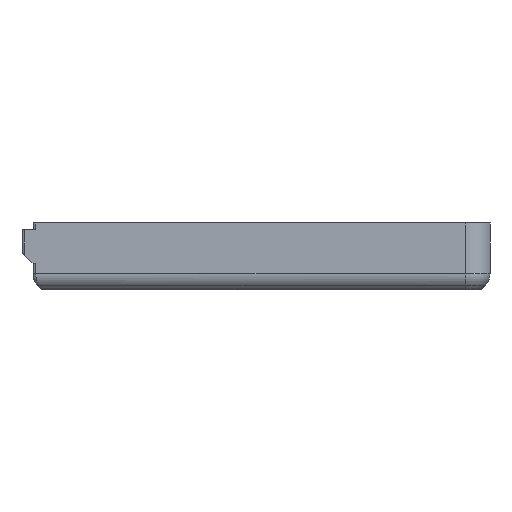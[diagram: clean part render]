
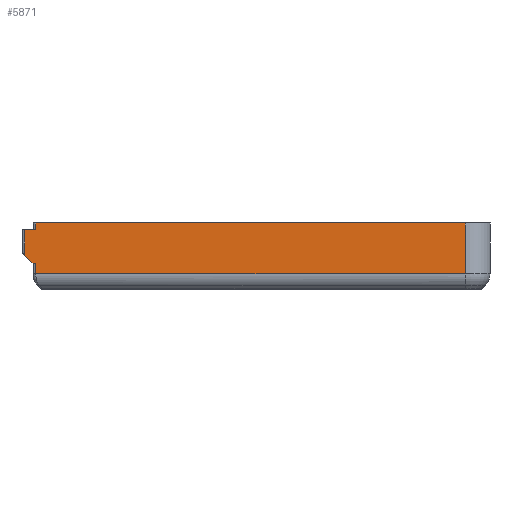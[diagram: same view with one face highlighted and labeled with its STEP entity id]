
A CAD part, left-side view. The second image highlights one B-rep face of the part: STEP entity #5871.
In plain terms, the highlighted planar face has unit normal (-1, 0, 0).
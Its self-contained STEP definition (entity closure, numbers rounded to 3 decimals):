
#188 = LINE ( 'NONE', #1570, #5403 ) ;
#246 = EDGE_LOOP ( 'NONE', ( #1262, #3241, #5459, #766, #1000, #6022, #4772, #733, #479 ) ) ;
#277 = LINE ( 'NONE', #5533, #1007 ) ;
#349 = VECTOR ( 'NONE', #5702, 1000. ) ;
#422 = DIRECTION ( 'NONE',  ( 0., 0., -1. ) ) ;
#466 = VECTOR ( 'NONE', #2415, 1000. ) ;
#479 = ORIENTED_EDGE ( 'NONE', *, *, #3037, .T. ) ;
#612 = VERTEX_POINT ( 'NONE', #5413 ) ;
#723 = EDGE_CURVE ( 'NONE', #5861, #5009, #4649, .T. ) ;
#733 = ORIENTED_EDGE ( 'NONE', *, *, #4579, .F. ) ;
#766 = ORIENTED_EDGE ( 'NONE', *, *, #2168, .T. ) ;
#771 = CARTESIAN_POINT ( 'NONE',  ( -83., 41., 2.743 ) ) ;
#793 = CARTESIAN_POINT ( 'NONE',  ( -83., -37., 2.743 ) ) ;
#813 = LINE ( 'NONE', #4606, #4319 ) ;
#876 = LINE ( 'NONE', #2739, #1232 ) ;
#909 = AXIS2_PLACEMENT_3D ( 'NONE', #2491, #1119, #5278 ) ;
#961 = CARTESIAN_POINT ( 'NONE',  ( -83., -37., 12. ) ) ;
#1000 = ORIENTED_EDGE ( 'NONE', *, *, #1799, .T. ) ;
#1007 = VECTOR ( 'NONE', #4158, 1000. ) ;
#1119 = DIRECTION ( 'NONE',  ( 1., 0., 0. ) ) ;
#1232 = VECTOR ( 'NONE', #4610, 1000. ) ;
#1262 = ORIENTED_EDGE ( 'NONE', *, *, #4154, .F. ) ;
#1437 = CARTESIAN_POINT ( 'NONE',  ( -83., 41., 12. ) ) ;
#1570 = CARTESIAN_POINT ( 'NONE',  ( -83., -37., 2.743 ) ) ;
#1648 = VERTEX_POINT ( 'NONE', #5652 ) ;
#1692 = CARTESIAN_POINT ( 'NONE',  ( -83., 41., 4.6 ) ) ;
#1799 = EDGE_CURVE ( 'NONE', #2526, #4883, #876, .T. ) ;
#1840 = EDGE_CURVE ( 'NONE', #2934, #2159, #2890, .T. ) ;
#1948 = EDGE_CURVE ( 'NONE', #5519, #5861, #3378, .T. ) ;
#2035 = CARTESIAN_POINT ( 'NONE',  ( -83., 43., 10.8 ) ) ;
#2159 = VERTEX_POINT ( 'NONE', #6003 ) ;
#2168 = EDGE_CURVE ( 'NONE', #5009, #2526, #4947, .T. ) ;
#2377 = VECTOR ( 'NONE', #5158, 1000. ) ;
#2415 = DIRECTION ( 'NONE',  ( 0., -0.707, -0.707 ) ) ;
#2491 = CARTESIAN_POINT ( 'NONE',  ( -83., -41.5, 12. ) ) ;
#2526 = VERTEX_POINT ( 'NONE', #1692 ) ;
#2719 = LINE ( 'NONE', #1437, #2870 ) ;
#2737 = DIRECTION ( 'NONE',  ( 0., -1., 0. ) ) ;
#2739 = CARTESIAN_POINT ( 'NONE',  ( -83., 41., 12. ) ) ;
#2870 = VECTOR ( 'NONE', #422, 1000. ) ;
#2890 = LINE ( 'NONE', #961, #349 ) ;
#2934 = VERTEX_POINT ( 'NONE', #793 ) ;
#3037 = EDGE_CURVE ( 'NONE', #612, #1648, #2719, .T. ) ;
#3171 = CARTESIAN_POINT ( 'NONE',  ( -83., 47.7, 4.6 ) ) ;
#3241 = ORIENTED_EDGE ( 'NONE', *, *, #1948, .T. ) ;
#3292 = CARTESIAN_POINT ( 'NONE',  ( -83., 43., 12. ) ) ;
#3378 = LINE ( 'NONE', #3292, #2377 ) ;
#3951 = CARTESIAN_POINT ( 'NONE',  ( -83., 41.5, 4.6 ) ) ;
#4154 = EDGE_CURVE ( 'NONE', #5519, #1648, #277, .T. ) ;
#4158 = DIRECTION ( 'NONE',  ( 0., -1., 0. ) ) ;
#4319 = VECTOR ( 'NONE', #2737, 1000. ) ;
#4579 = EDGE_CURVE ( 'NONE', #612, #2159, #813, .T. ) ;
#4606 = CARTESIAN_POINT ( 'NONE',  ( -83., -41.5, 12. ) ) ;
#4610 = DIRECTION ( 'NONE',  ( 0., 0., -1. ) ) ;
#4649 = LINE ( 'NONE', #5595, #466 ) ;
#4712 = EDGE_CURVE ( 'NONE', #4883, #2934, #188, .T. ) ;
#4772 = ORIENTED_EDGE ( 'NONE', *, *, #1840, .T. ) ;
#4845 = FACE_OUTER_BOUND ( 'NONE', #246, .T. ) ;
#4883 = VERTEX_POINT ( 'NONE', #771 ) ;
#4947 = LINE ( 'NONE', #3171, #5412 ) ;
#5009 = VERTEX_POINT ( 'NONE', #3951 ) ;
#5158 = DIRECTION ( 'NONE',  ( 0., 0., -1. ) ) ;
#5278 = DIRECTION ( 'NONE',  ( 0., 0., -1. ) ) ;
#5403 = VECTOR ( 'NONE', #5750, 1000. ) ;
#5412 = VECTOR ( 'NONE', #5527, 1000. ) ;
#5413 = CARTESIAN_POINT ( 'NONE',  ( -83., 41., 12. ) ) ;
#5459 = ORIENTED_EDGE ( 'NONE', *, *, #723, .T. ) ;
#5519 = VERTEX_POINT ( 'NONE', #2035 ) ;
#5527 = DIRECTION ( 'NONE',  ( 0., -1., 0. ) ) ;
#5533 = CARTESIAN_POINT ( 'NONE',  ( -83., 47.7, 10.8 ) ) ;
#5595 = CARTESIAN_POINT ( 'NONE',  ( -83., 41.5, 4.6 ) ) ;
#5652 = CARTESIAN_POINT ( 'NONE',  ( -83., 41., 10.8 ) ) ;
#5702 = DIRECTION ( 'NONE',  ( 0., 0., 1. ) ) ;
#5750 = DIRECTION ( 'NONE',  ( 0., -1., 0. ) ) ;
#5789 = CARTESIAN_POINT ( 'NONE',  ( -83., 43., 6.1 ) ) ;
#5820 = PLANE ( 'NONE',  #909 ) ;
#5861 = VERTEX_POINT ( 'NONE', #5789 ) ;
#5871 = ADVANCED_FACE ( 'NONE', ( #4845 ), #5820, .F. ) ;
#6003 = CARTESIAN_POINT ( 'NONE',  ( -83., -37., 12. ) ) ;
#6022 = ORIENTED_EDGE ( 'NONE', *, *, #4712, .T. ) ;
